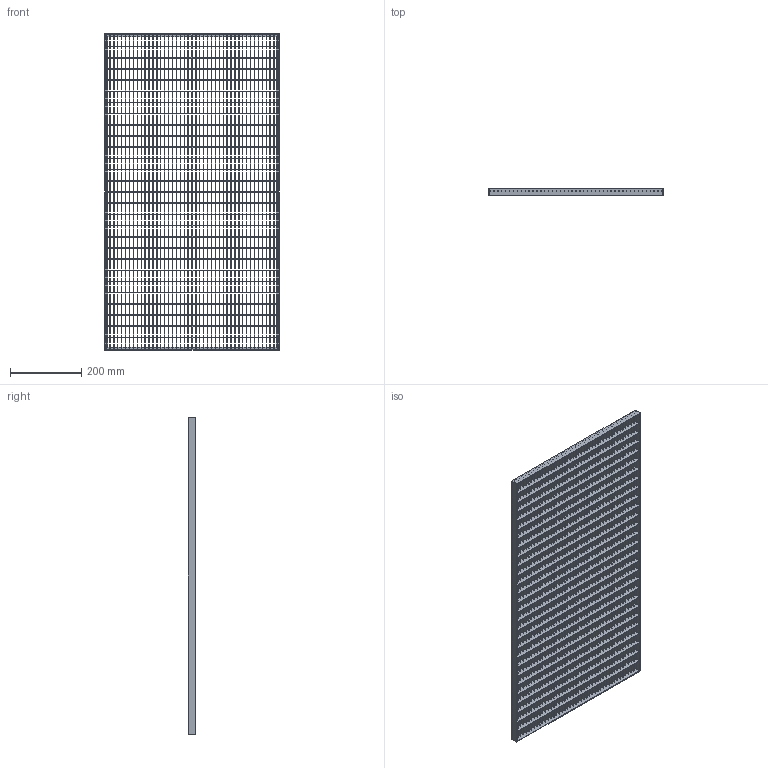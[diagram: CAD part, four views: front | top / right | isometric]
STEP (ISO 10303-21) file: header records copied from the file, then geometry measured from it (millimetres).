
FILE_DESCRIPTION (( 'STEP AP203' ), '1' );
FILE_NAME ('23-49893120-7.step', '2015-08-26T23:01:19', ( '' ), ( '' ), 'SwSTEP 2.0', 'SolidWorks 2015', '' );
FILE_SCHEMA (( 'CONFIG_CONTROL_DESIGN' ));
Products named in the file (1): 23-49893120-7
Bounding box: 490 x 20 x 890 mm (x, y, z)
Volume: 911469 mm3; surface area: 1512817 mm2
Topology: 1 solids, 1 shells, 4248 faces, 16340 edges, 10888 vertices
Faces by surface type: plane 4248
Entity records: 172747 total; most frequent: ORIENTED_EDGE 32680, CARTESIAN_POINT 31495, DIRECTION 24832, EDGE_CURVE 16340, LINE 16334, VECTOR 16334, VERTEX_POINT 10888, EDGE_LOOP 5506
